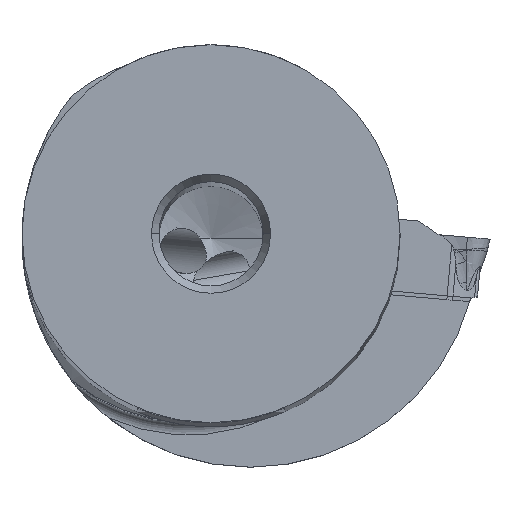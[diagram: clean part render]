
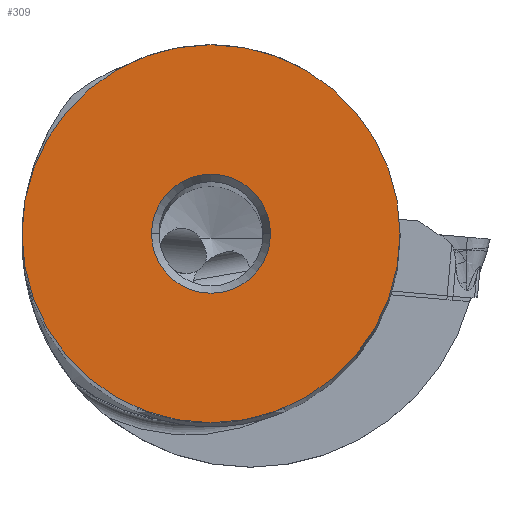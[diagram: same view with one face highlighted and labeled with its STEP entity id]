
A CAD part, top view. The second image highlights one B-rep face of the part: STEP entity #309.
In plain terms, the highlighted planar face has unit normal (0, 0, 1).
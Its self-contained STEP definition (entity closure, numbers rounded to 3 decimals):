
#41=FACE_BOUND('',#681,.T.);
#42=FACE_BOUND('',#682,.T.);
#309=ADVANCED_FACE('',(#41,#42),#398,.F.);
#398=PLANE('',#3451);
#681=EDGE_LOOP('',(#1376,#1377));
#682=EDGE_LOOP('',(#1378,#1379));
#1376=ORIENTED_EDGE('',*,*,#2362,.T.);
#1377=ORIENTED_EDGE('',*,*,#2357,.T.);
#1378=ORIENTED_EDGE('',*,*,#2363,.T.);
#1379=ORIENTED_EDGE('',*,*,#2364,.T.);
#1932=VERTEX_POINT('',#9050);
#1933=VERTEX_POINT('',#9052);
#1938=VERTEX_POINT('',#9065);
#1939=VERTEX_POINT('',#9066);
#2357=EDGE_CURVE('',#1932,#1933,#2800,.T.);
#2362=EDGE_CURVE('',#1933,#1932,#2801,.T.);
#2363=EDGE_CURVE('',#1938,#1939,#2802,.T.);
#2364=EDGE_CURVE('',#1939,#1938,#2803,.T.);
#2800=CIRCLE('',#3444,12.7);
#2801=CIRCLE('',#3448,12.7);
#2802=CIRCLE('',#3449,4.);
#2803=CIRCLE('',#3450,4.);
#3444=AXIS2_PLACEMENT_3D('',#9053,#3962,#3963);
#3448=AXIS2_PLACEMENT_3D('',#9063,#3972,#3973);
#3449=AXIS2_PLACEMENT_3D('',#9064,#3974,#3975);
#3450=AXIS2_PLACEMENT_3D('',#9067,#3976,#3977);
#3451=AXIS2_PLACEMENT_3D('',#9068,#3978,#3979);
#3962=DIRECTION('',(0.,0.,1.));
#3963=DIRECTION('',(-1.,0.,0.));
#3972=DIRECTION('',(0.,0.,1.));
#3973=DIRECTION('',(1.,0.,0.));
#3974=DIRECTION('',(0.,0.,-1.));
#3975=DIRECTION('',(1.,0.,0.));
#3976=DIRECTION('',(0.,0.,-1.));
#3977=DIRECTION('',(-1.,0.,0.));
#3978=DIRECTION('',(0.,0.,-1.));
#3979=DIRECTION('',(1.,0.,0.));
#9050=CARTESIAN_POINT('',(-12.7,0.,0.));
#9052=CARTESIAN_POINT('',(12.7,0.,0.));
#9053=CARTESIAN_POINT('',(0.,0.,0.));
#9063=CARTESIAN_POINT('',(0.,0.,0.));
#9064=CARTESIAN_POINT('',(0.,0.,0.));
#9065=CARTESIAN_POINT('',(4.,0.,0.));
#9066=CARTESIAN_POINT('',(-4.,0.,0.));
#9067=CARTESIAN_POINT('',(0.,0.,0.));
#9068=CARTESIAN_POINT('',(0.,0.,0.));
